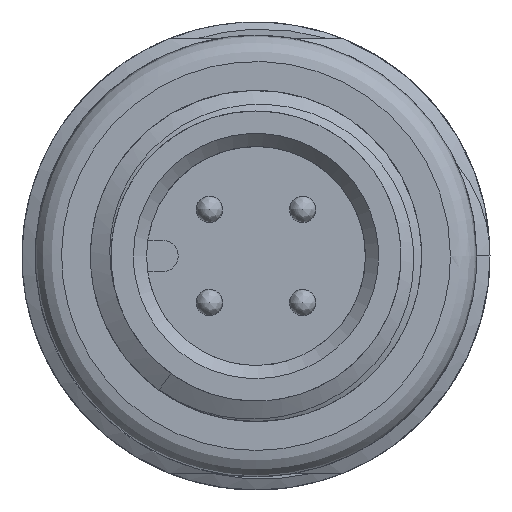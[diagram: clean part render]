
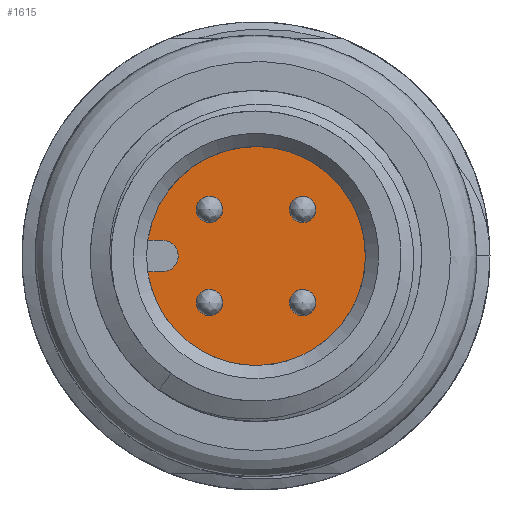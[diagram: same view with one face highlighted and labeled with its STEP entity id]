
A CAD part, front view. The second image highlights one B-rep face of the part: STEP entity #1615.
In plain terms, the highlighted free-form (B-spline) face has degree [1, 1] with [2, 2] control points.
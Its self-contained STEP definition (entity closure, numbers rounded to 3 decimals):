
#1451=CARTESIAN_POINT('',(-4.106,-6.1,0.6));
#1452=VERTEX_POINT('',#1451);
#1458=CARTESIAN_POINT('',(-4.106,-6.1,-0.6));
#1459=VERTEX_POINT('',#1458);
#1460=CARTESIAN_POINT('',(-4.106,-6.1,0.6));
#1461=CARTESIAN_POINT('',(-3.222,-6.1,6.652));
#1462=CARTESIAN_POINT('',(2.075,-6.1,3.594));
#1463=CARTESIAN_POINT('',(8.3,-6.1,0.));
#1464=CARTESIAN_POINT('',(2.075,-6.1,-3.594));
#1465=CARTESIAN_POINT('',(-3.222,-6.1,-6.652));
#1466=CARTESIAN_POINT('',(-4.106,-6.1,-0.6));
#1467=(BOUNDED_CURVE()B_SPLINE_CURVE(2,(#1460,#1461,#1462,#1463,#1464,#1465,#1466),.CIRCULAR_ARC.,.F.,.U.)B_SPLINE_CURVE_WITH_KNOTS((3,2,2,3),(0.027,0.333,0.667,0.973),.UNSPECIFIED.)CURVE()GEOMETRIC_REPRESENTATION_ITEM()RATIONAL_B_SPLINE_CURVE((0.926,0.54,1.,0.5,1.,0.54,0.926))REPRESENTATION_ITEM(''));
#1468=EDGE_CURVE('',#1452,#1459,#1467,.T.);
#1490=CARTESIAN_POINT('',(-3.55,-6.1,-0.6));
#1491=VERTEX_POINT('',#1490);
#1492=CARTESIAN_POINT('',(-3.55,-6.1,0.6));
#1493=VERTEX_POINT('',#1492);
#1494=CARTESIAN_POINT('',(-3.55,-6.1,-0.6));
#1495=CARTESIAN_POINT('',(-2.95,-6.1,-0.6));
#1496=CARTESIAN_POINT('',(-2.95,-6.1,0.));
#1497=CARTESIAN_POINT('',(-2.95,-6.1,0.6));
#1498=CARTESIAN_POINT('',(-3.55,-6.1,0.6));
#1499=(BOUNDED_CURVE()B_SPLINE_CURVE(2,(#1494,#1495,#1496,#1497,#1498),.CIRCULAR_ARC.,.F.,.U.)B_SPLINE_CURVE_WITH_KNOTS((3,2,3),(0.,0.5,1.),.UNSPECIFIED.)CURVE()GEOMETRIC_REPRESENTATION_ITEM()RATIONAL_B_SPLINE_CURVE((1.,0.707,1.,0.707,1.))REPRESENTATION_ITEM(''));
#1500=EDGE_CURVE('',#1491,#1493,#1499,.T.);
#1521=CARTESIAN_POINT('',(-3.55,-6.1,0.6));
#1522=CARTESIAN_POINT('',(-4.106,-6.1,0.6));
#1523=B_SPLINE_CURVE_WITH_KNOTS('',1,(#1521,#1522),.POLYLINE_FORM.,.F.,.U.,(2,2),(0.,1.),.UNSPECIFIED.);
#1524=EDGE_CURVE('',#1493,#1452,#1523,.T.);
#1537=CARTESIAN_POINT('',(-4.106,-6.1,-0.6));
#1538=CARTESIAN_POINT('',(-3.55,-6.1,-0.6));
#1539=B_SPLINE_CURVE_WITH_KNOTS('',1,(#1537,#1538),.POLYLINE_FORM.,.F.,.U.,(2,2),(0.,1.),.UNSPECIFIED.);
#1540=EDGE_CURVE('',#1459,#1491,#1539,.T.);
#1548=CARTESIAN_POINT('',(9.019,-6.1,7.907));
#1549=CARTESIAN_POINT('',(9.019,-6.1,-7.907));
#1550=CARTESIAN_POINT('',(-6.795,-6.1,7.907));
#1551=CARTESIAN_POINT('',(-6.795,-6.1,-7.907));
#1552=B_SPLINE_SURFACE_WITH_KNOTS('',1,1,((#1548,#1549),(#1550,#1551)),.PLANE_SURF.,.F.,.F.,.U.,(2,2),(2,2),(0.,1.),(0.,1.),.UNSPECIFIED.);
#1553=ORIENTED_EDGE('',*,*,#1468,.F.);
#1554=ORIENTED_EDGE('',*,*,#1524,.F.);
#1555=ORIENTED_EDGE('',*,*,#1500,.F.);
#1556=ORIENTED_EDGE('',*,*,#1540,.F.);
#1557=EDGE_LOOP('',(#1553,#1554,#1555,#1556));
#1558=FACE_OUTER_BOUND('',#1557,.T.);
#1559=CARTESIAN_POINT('',(-2.268,-6.1,-1.768));
#1560=VERTEX_POINT('',#1559);
#1561=CARTESIAN_POINT('',(-2.268,-6.1,-1.768));
#1562=CARTESIAN_POINT('',(-2.268,-6.1,-0.902));
#1563=CARTESIAN_POINT('',(-1.518,-6.1,-1.335));
#1564=CARTESIAN_POINT('',(-0.768,-6.1,-1.768));
#1565=CARTESIAN_POINT('',(-1.518,-6.1,-2.201));
#1566=CARTESIAN_POINT('',(-2.268,-6.1,-2.634));
#1567=CARTESIAN_POINT('',(-2.268,-6.1,-1.768));
#1568=(BOUNDED_CURVE()B_SPLINE_CURVE(2,(#1561,#1562,#1563,#1564,#1565,#1566,#1567),.CIRCULAR_ARC.,.T.,.U.)B_SPLINE_CURVE_WITH_KNOTS((3,2,2,3),(0.,0.333,0.667,1.),.UNSPECIFIED.)CURVE()GEOMETRIC_REPRESENTATION_ITEM()RATIONAL_B_SPLINE_CURVE((1.,0.5,1.,0.5,1.,0.5,1.))REPRESENTATION_ITEM(''));
#1569=EDGE_CURVE('',#1560,#1560,#1568,.T.);
#1570=ORIENTED_EDGE('',*,*,#1569,.T.);
#1571=EDGE_LOOP('',(#1570));
#1572=FACE_BOUND('',#1571,.T.);
#1573=CARTESIAN_POINT('',(1.268,-6.1,-1.768));
#1574=VERTEX_POINT('',#1573);
#1575=CARTESIAN_POINT('',(1.268,-6.1,-1.768));
#1576=CARTESIAN_POINT('',(1.268,-6.1,-0.902));
#1577=CARTESIAN_POINT('',(2.018,-6.1,-1.335));
#1578=CARTESIAN_POINT('',(2.768,-6.1,-1.768));
#1579=CARTESIAN_POINT('',(2.018,-6.1,-2.201));
#1580=CARTESIAN_POINT('',(1.268,-6.1,-2.634));
#1581=CARTESIAN_POINT('',(1.268,-6.1,-1.768));
#1582=(BOUNDED_CURVE()B_SPLINE_CURVE(2,(#1575,#1576,#1577,#1578,#1579,#1580,#1581),.CIRCULAR_ARC.,.T.,.U.)B_SPLINE_CURVE_WITH_KNOTS((3,2,2,3),(0.,0.333,0.667,1.),.UNSPECIFIED.)CURVE()GEOMETRIC_REPRESENTATION_ITEM()RATIONAL_B_SPLINE_CURVE((1.,0.5,1.,0.5,1.,0.5,1.))REPRESENTATION_ITEM(''));
#1583=EDGE_CURVE('',#1574,#1574,#1582,.T.);
#1584=ORIENTED_EDGE('',*,*,#1583,.T.);
#1585=EDGE_LOOP('',(#1584));
#1586=FACE_BOUND('',#1585,.T.);
#1587=CARTESIAN_POINT('',(-2.268,-6.1,1.768));
#1588=VERTEX_POINT('',#1587);
#1589=CARTESIAN_POINT('',(-2.268,-6.1,1.768));
#1590=CARTESIAN_POINT('',(-2.268,-6.1,2.634));
#1591=CARTESIAN_POINT('',(-1.518,-6.1,2.201));
#1592=CARTESIAN_POINT('',(-0.768,-6.1,1.768));
#1593=CARTESIAN_POINT('',(-1.518,-6.1,1.335));
#1594=CARTESIAN_POINT('',(-2.268,-6.1,0.902));
#1595=CARTESIAN_POINT('',(-2.268,-6.1,1.768));
#1596=(BOUNDED_CURVE()B_SPLINE_CURVE(2,(#1589,#1590,#1591,#1592,#1593,#1594,#1595),.CIRCULAR_ARC.,.T.,.U.)B_SPLINE_CURVE_WITH_KNOTS((3,2,2,3),(0.,0.333,0.667,1.),.UNSPECIFIED.)CURVE()GEOMETRIC_REPRESENTATION_ITEM()RATIONAL_B_SPLINE_CURVE((1.,0.5,1.,0.5,1.,0.5,1.))REPRESENTATION_ITEM(''));
#1597=EDGE_CURVE('',#1588,#1588,#1596,.T.);
#1598=ORIENTED_EDGE('',*,*,#1597,.T.);
#1599=EDGE_LOOP('',(#1598));
#1600=FACE_BOUND('',#1599,.T.);
#1601=CARTESIAN_POINT('',(1.268,-6.1,1.768));
#1602=VERTEX_POINT('',#1601);
#1603=CARTESIAN_POINT('',(1.268,-6.1,1.768));
#1604=CARTESIAN_POINT('',(1.268,-6.1,2.634));
#1605=CARTESIAN_POINT('',(2.018,-6.1,2.201));
#1606=CARTESIAN_POINT('',(2.768,-6.1,1.768));
#1607=CARTESIAN_POINT('',(2.018,-6.1,1.335));
#1608=CARTESIAN_POINT('',(1.268,-6.1,0.902));
#1609=CARTESIAN_POINT('',(1.268,-6.1,1.768));
#1610=(BOUNDED_CURVE()B_SPLINE_CURVE(2,(#1603,#1604,#1605,#1606,#1607,#1608,#1609),.CIRCULAR_ARC.,.T.,.U.)B_SPLINE_CURVE_WITH_KNOTS((3,2,2,3),(0.,0.333,0.667,1.),.UNSPECIFIED.)CURVE()GEOMETRIC_REPRESENTATION_ITEM()RATIONAL_B_SPLINE_CURVE((1.,0.5,1.,0.5,1.,0.5,1.))REPRESENTATION_ITEM(''));
#1611=EDGE_CURVE('',#1602,#1602,#1610,.T.);
#1612=ORIENTED_EDGE('',*,*,#1611,.T.);
#1613=EDGE_LOOP('',(#1612));
#1614=FACE_BOUND('',#1613,.T.);
#1615=ADVANCED_FACE('',(#1558,#1572,#1586,#1600,#1614),#1552,.T.);
